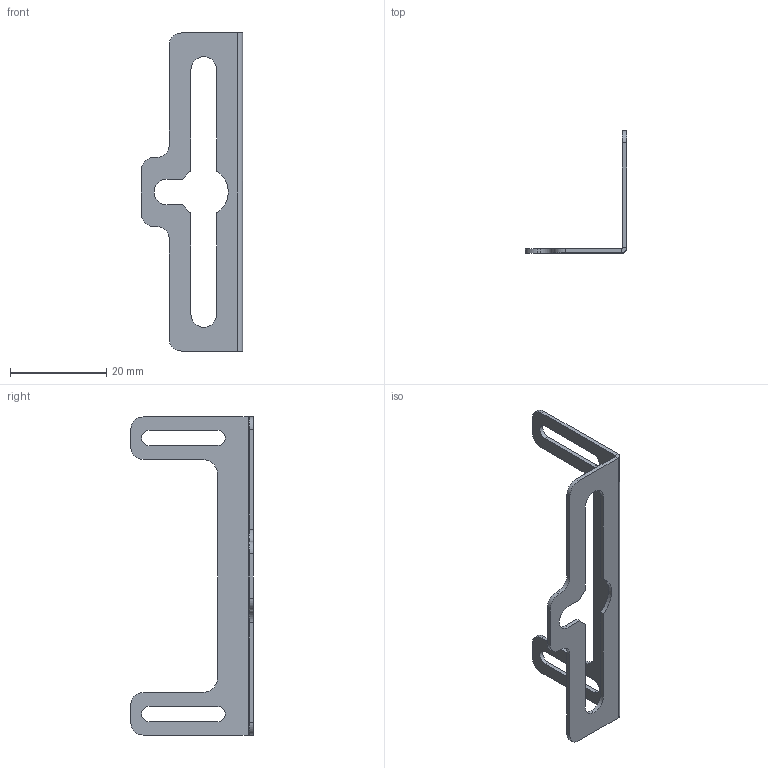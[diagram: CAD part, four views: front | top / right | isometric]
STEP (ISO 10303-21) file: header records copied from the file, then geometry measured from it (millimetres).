
FILE_DESCRIPTION (( 'STEP AP214' ), '1' );
FILE_NAME ('MP4559.STEP', '2015-06-01T15:41:34', ( 'test' ), ( '' ), 'SwSTEP 2.0', 'SolidWorks 2011', '' );
FILE_SCHEMA (( 'AUTOMOTIVE_DESIGN' ));
Length unit declared in the file: inch
Products named in the file (1): MP4559
Bounding box: 20.99 x 25.4 x 66.04 mm (x, y, z)
Volume: 1174.4 mm3; surface area: 3110.9 mm2
Topology: 1 solids, 1 shells, 61 faces, 169 edges, 110 vertices
Faces by surface type: cylinder 31, plane 30
Entity records: 2029 total; most frequent: CARTESIAN_POINT 369, DIRECTION 347, ORIENTED_EDGE 338, EDGE_CURVE 169, AXIS2_PLACEMENT_3D 120, VERTEX_POINT 110, LINE 107, VECTOR 107
